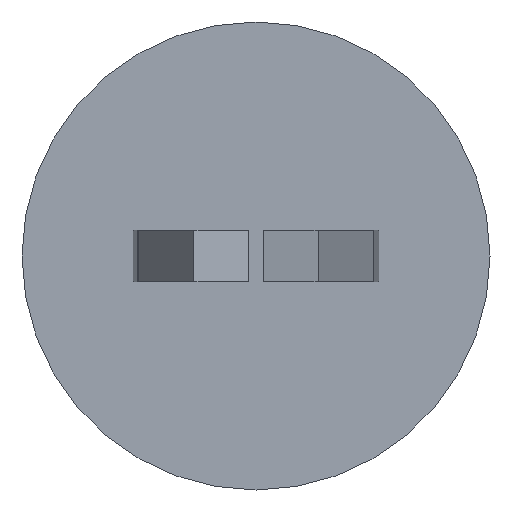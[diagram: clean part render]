
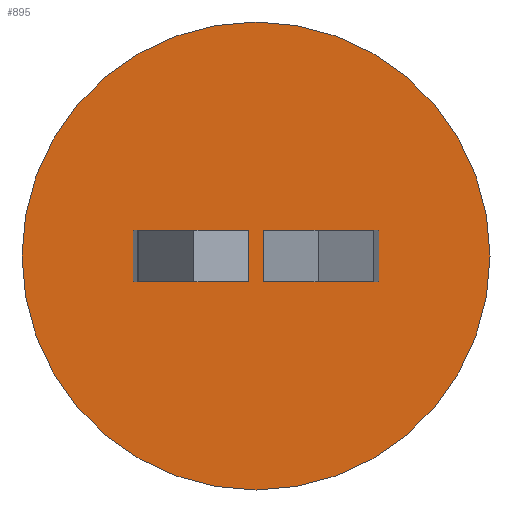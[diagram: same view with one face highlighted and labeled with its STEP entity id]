
A CAD part, front view. The second image highlights one B-rep face of the part: STEP entity #895.
In plain terms, the highlighted planar face has unit normal (0, -1, 0).
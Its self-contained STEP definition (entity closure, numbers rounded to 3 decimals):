
#21 = DIRECTION ( 'NONE',  ( 0., 1., 0. ) ) ;
#104 = FACE_OUTER_BOUND ( 'NONE', #1398, .T. ) ;
#136 = CARTESIAN_POINT ( 'NONE',  ( 0., -1.143, 0.175 ) ) ;
#246 = CIRCLE ( 'NONE', #1128, 1.587 ) ;
#263 = DIRECTION ( 'NONE',  ( 0., 0., 1. ) ) ;
#274 = ORIENTED_EDGE ( 'NONE', *, *, #971, .F. ) ;
#486 = VERTEX_POINT ( 'NONE', #748 ) ;
#514 = AXIS2_PLACEMENT_3D ( 'NONE', #790, #21, #914 ) ;
#592 = EDGE_CURVE ( 'NONE', #1366, #486, #1500, .T. ) ;
#658 = CARTESIAN_POINT ( 'NONE',  ( 0., -1.143, 0.175 ) ) ;
#748 = CARTESIAN_POINT ( 'NONE',  ( 0., -1.143, 1.763 ) ) ;
#779 = DIRECTION ( 'NONE',  ( 0., 0., 1. ) ) ;
#790 = CARTESIAN_POINT ( 'NONE',  ( 0., -1.143, 0.175 ) ) ;
#895 = ADVANCED_FACE ( 'NONE', ( #104 ), #1269, .F. ) ;
#914 = DIRECTION ( 'NONE',  ( 0., 0., 1. ) ) ;
#971 = EDGE_CURVE ( 'NONE', #486, #1366, #246, .T. ) ;
#1027 = DIRECTION ( 'NONE',  ( 0., 1., 0. ) ) ;
#1128 = AXIS2_PLACEMENT_3D ( 'NONE', #658, #1536, #779 ) ;
#1136 = CARTESIAN_POINT ( 'NONE',  ( 0., -1.143, -1.412 ) ) ;
#1219 = AXIS2_PLACEMENT_3D ( 'NONE', #136, #1027, #263 ) ;
#1269 = PLANE ( 'NONE',  #1219 ) ;
#1366 = VERTEX_POINT ( 'NONE', #1136 ) ;
#1398 = EDGE_LOOP ( 'NONE', ( #1507, #274 ) ) ;
#1500 = CIRCLE ( 'NONE', #514, 1.587 ) ;
#1507 = ORIENTED_EDGE ( 'NONE', *, *, #592, .F. ) ;
#1536 = DIRECTION ( 'NONE',  ( 0., 1., 0. ) ) ;
